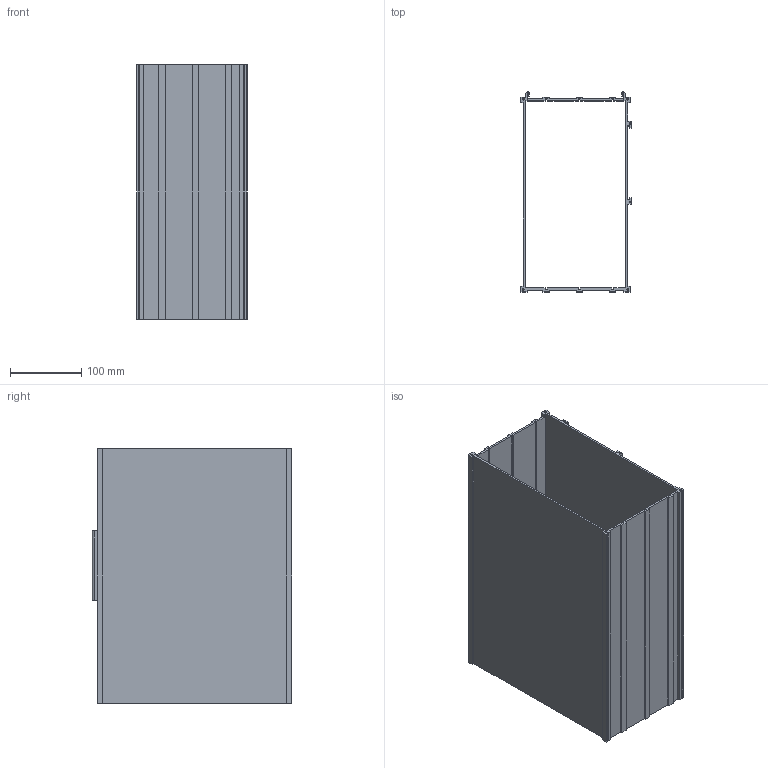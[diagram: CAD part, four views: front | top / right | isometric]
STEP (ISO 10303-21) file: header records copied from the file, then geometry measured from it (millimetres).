
FILE_DESCRIPTION (( 'STEP AP214' ), '1' );
FILE_NAME ('S21-[140mm]-extrusion.STEP', '2026-02-26T15:07:14', ( '' ), ( '' ), 'SwSTEP 2.0', 'SolidWorks 2025', '' );
FILE_SCHEMA (( 'AUTOMOTIVE_DESIGN' ));
Length unit declared in the file: millimetre
Products named in the file (1): S21-[140mm]-extrusion
Bounding box: 155.6 x 281.18 x 357.75 mm (x, y, z)
Volume: 956062.3 mm3; surface area: 648666.5 mm2
Topology: 1 solids, 1 shells, 155 faces, 465 edges, 310 vertices
Faces by surface type: plane 132, cylinder 23
Entity records: 5192 total; most frequent: CARTESIAN_POINT 931, ORIENTED_EDGE 930, DIRECTION 823, EDGE_CURVE 465, VECTOR 419, LINE 419, VERTEX_POINT 310, AXIS2_PLACEMENT_3D 202
